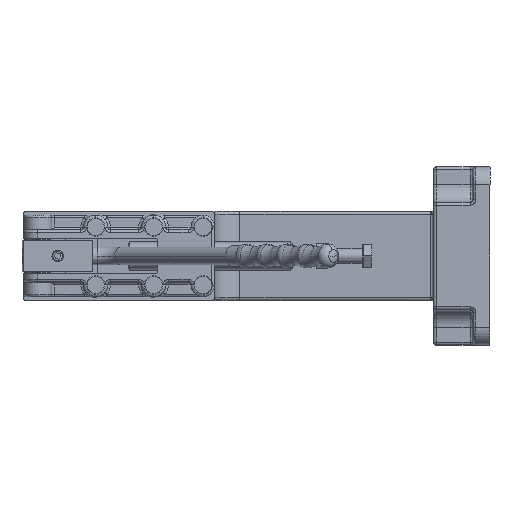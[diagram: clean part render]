
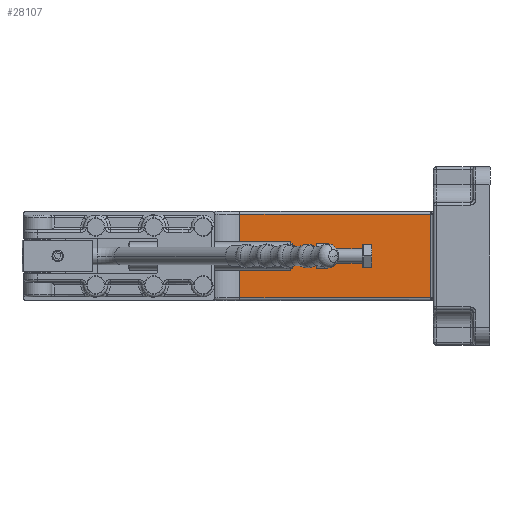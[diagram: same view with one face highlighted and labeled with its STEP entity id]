
A CAD part, left-side view. The second image highlights one B-rep face of the part: STEP entity #28107.
In plain terms, the highlighted planar face has unit normal (-1, 0, 0).
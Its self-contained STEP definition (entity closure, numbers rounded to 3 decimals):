
#1544 = VERTEX_POINT ( 'NONE', #19940 ) ;
#2739 = DIRECTION ( 'NONE',  ( 0., -1., 0. ) ) ;
#3104 = CARTESIAN_POINT ( 'NONE',  ( -87.918, 176.939, -29.5 ) ) ;
#3770 = CARTESIAN_POINT ( 'NONE',  ( -87.918, 42., -29.5 ) ) ;
#3862 = ORIENTED_EDGE ( 'NONE', *, *, #7755, .T. ) ;
#4097 = CARTESIAN_POINT ( 'NONE',  ( -87.918, 42., 0. ) ) ;
#4480 = FACE_OUTER_BOUND ( 'NONE', #16157, .T. ) ;
#4770 = LINE ( 'NONE', #19895, #7855 ) ;
#6697 = DIRECTION ( 'NONE',  ( 0., 0., 1. ) ) ;
#7755 = EDGE_CURVE ( 'NONE', #24559, #12370, #31069, .T. ) ;
#7855 = VECTOR ( 'NONE', #2739, 1000. ) ;
#9167 = PLANE ( 'NONE',  #13129 ) ;
#11598 = DIRECTION ( 'NONE',  ( 0., 0., 1. ) ) ;
#12370 = VERTEX_POINT ( 'NONE', #13119 ) ;
#13119 = CARTESIAN_POINT ( 'NONE',  ( -87.918, 42., 29.5 ) ) ;
#13129 = AXIS2_PLACEMENT_3D ( 'NONE', #21389, #26302, #11598 ) ;
#13231 = DIRECTION ( 'NONE',  ( 0., 0., 1. ) ) ;
#15051 = ORIENTED_EDGE ( 'NONE', *, *, #30350, .F. ) ;
#16157 = EDGE_LOOP ( 'NONE', ( #15051, #21244, #19944, #3862 ) ) ;
#17609 = EDGE_CURVE ( 'NONE', #27768, #1544, #19766, .T. ) ;
#17920 = DIRECTION ( 'NONE',  ( 0., 1., 0. ) ) ;
#18028 = VECTOR ( 'NONE', #6697, 1000. ) ;
#18981 = VECTOR ( 'NONE', #13231, 1000. ) ;
#19766 = LINE ( 'NONE', #30412, #18981 ) ;
#19895 = CARTESIAN_POINT ( 'NONE',  ( -87.918, 109.902, 29.5 ) ) ;
#19940 = CARTESIAN_POINT ( 'NONE',  ( -87.918, 176.939, 29.5 ) ) ;
#19944 = ORIENTED_EDGE ( 'NONE', *, *, #23434, .F. ) ;
#20116 = VECTOR ( 'NONE', #17920, 1000. ) ;
#20891 = LINE ( 'NONE', #30159, #20116 ) ;
#21244 = ORIENTED_EDGE ( 'NONE', *, *, #17609, .F. ) ;
#21389 = CARTESIAN_POINT ( 'NONE',  ( -87.918, 42., -29.5 ) ) ;
#23434 = EDGE_CURVE ( 'NONE', #24559, #27768, #20891, .T. ) ;
#24559 = VERTEX_POINT ( 'NONE', #3770 ) ;
#26302 = DIRECTION ( 'NONE',  ( -1., 0., 0. ) ) ;
#27768 = VERTEX_POINT ( 'NONE', #3104 ) ;
#28107 = ADVANCED_FACE ( 'NONE', ( #4480 ), #9167, .T. ) ;
#30159 = CARTESIAN_POINT ( 'NONE',  ( -87.918, 109.902, -29.5 ) ) ;
#30350 = EDGE_CURVE ( 'NONE', #1544, #12370, #4770, .T. ) ;
#30412 = CARTESIAN_POINT ( 'NONE',  ( -87.918, 176.939, 0. ) ) ;
#31069 = LINE ( 'NONE', #4097, #18028 ) ;
